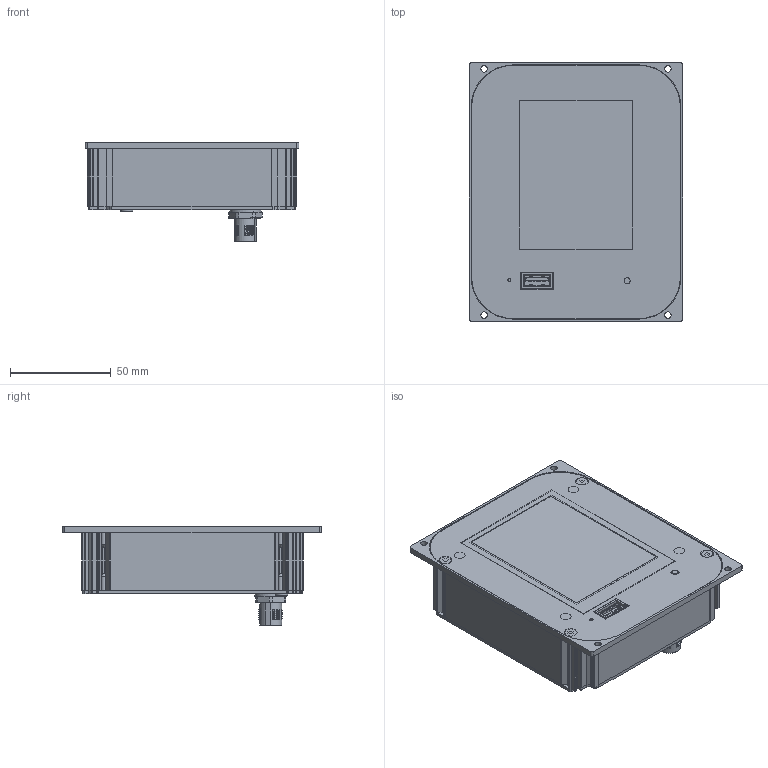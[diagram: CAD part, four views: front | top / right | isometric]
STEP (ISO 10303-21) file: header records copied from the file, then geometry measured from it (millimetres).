
FILE_DESCRIPTION(/* description */ (''),/* implementation_level */ '2;1');
FILE_NAME(/* name */ 'Bedieneinheit.stp',/* time_stamp */ '2012-07-19T07:28:19+02:00',/* author */ (''),/* organization */ (''),/* preprocessor_version */ 'ST-DEVELOPER v11',/* originating_system */ 'SIEMENS UGS NX 6.0',/* authorisation */ '');
FILE_SCHEMA (('CONFIG_CONTROL_DESIGN'));
Products named in the file (1): 200004045-dummy_001
Bounding box: 106.2 x 128.4 x 49.2 mm (x, y, z)
Volume: 101536.8 mm3; surface area: 115319.2 mm2
Topology: 22 solids, 22 shells, 2009 faces, 5518 edges, 3553 vertices
Faces by surface type: plane 984, cylinder 632, bspline 206, cone 88, torus 54, extrusion 29, sphere 16
Full cylindrical faces by diameter (mm): 1.2 x5, 1.5 x1, 2 x2, 3 x9, 3.2 x4, 3.4 x4, 3.5 x4, 4 x2, 5 x1, 5.4 x4, 5.6 x8, 6 x1, 6.2 x1, 8 x1, 9 x2, 9.5 x1, 11 x1
Entity records: 75355 total; most frequent: CARTESIAN_POINT 25203, ORIENTED_EDGE 10810, DIRECTION 9957, EDGE_CURVE 5405, VERTEX_POINT 3530, VECTOR 3323, AXIS2_PLACEMENT_3D 3317, LINE 3294
